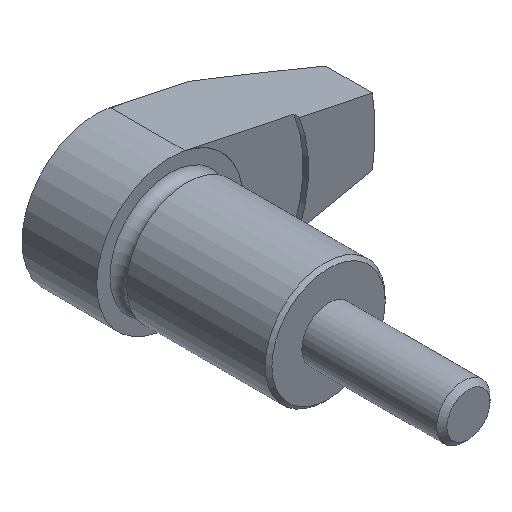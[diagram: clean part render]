
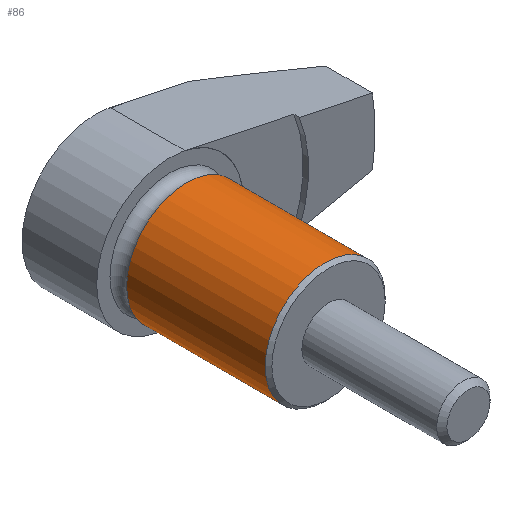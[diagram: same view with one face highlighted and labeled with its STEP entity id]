
A CAD part, isometric view. The second image highlights one B-rep face of the part: STEP entity #86.
In plain terms, the highlighted cylindrical face has radius 9 mm (diameter 18 mm), a full revolution.
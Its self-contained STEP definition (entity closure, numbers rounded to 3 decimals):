
#86 = ADVANCED_FACE( '', ( #188, #189 ), #190, .T. );
#188 = FACE_OUTER_BOUND( '', #300, .T. );
#189 = FACE_OUTER_BOUND( '', #301, .T. );
#190 = CYLINDRICAL_SURFACE( '', #302, 9. );
#300 = EDGE_LOOP( '', ( #463 ) );
#301 = EDGE_LOOP( '', ( #464 ) );
#302 = AXIS2_PLACEMENT_3D( '', #465, #466, #467 );
#463 = ORIENTED_EDGE( '', *, *, #611, .F. );
#464 = ORIENTED_EDGE( '', *, *, #601, .T. );
#465 = CARTESIAN_POINT( '', ( 0., 14., 0. ) );
#466 = DIRECTION( '', ( 0., -1., 0. ) );
#467 = DIRECTION( '', ( -1., 0., 0. ) );
#601 = EDGE_CURVE( '', #701, #701, #702, .T. );
#611 = EDGE_CURVE( '', #718, #718, #719, .T. );
#701 = VERTEX_POINT( '', #839 );
#702 = CIRCLE( '', #840, 9. );
#718 = VERTEX_POINT( '', #860 );
#719 = CIRCLE( '', #861, 9. );
#839 = CARTESIAN_POINT( '', ( -9., -22.5, 0. ) );
#840 = AXIS2_PLACEMENT_3D( '', #977, #978, #979 );
#860 = CARTESIAN_POINT( '', ( -9., -1.7, 0. ) );
#861 = AXIS2_PLACEMENT_3D( '', #993, #994, #995 );
#977 = CARTESIAN_POINT( '', ( 0., -22.5, 0. ) );
#978 = DIRECTION( '', ( 0., 1., 0. ) );
#979 = DIRECTION( '', ( -1., 0., 0. ) );
#993 = CARTESIAN_POINT( '', ( 0., -1.7, 0. ) );
#994 = DIRECTION( '', ( 0., 1., 0. ) );
#995 = DIRECTION( '', ( -1., 0., 0. ) );
